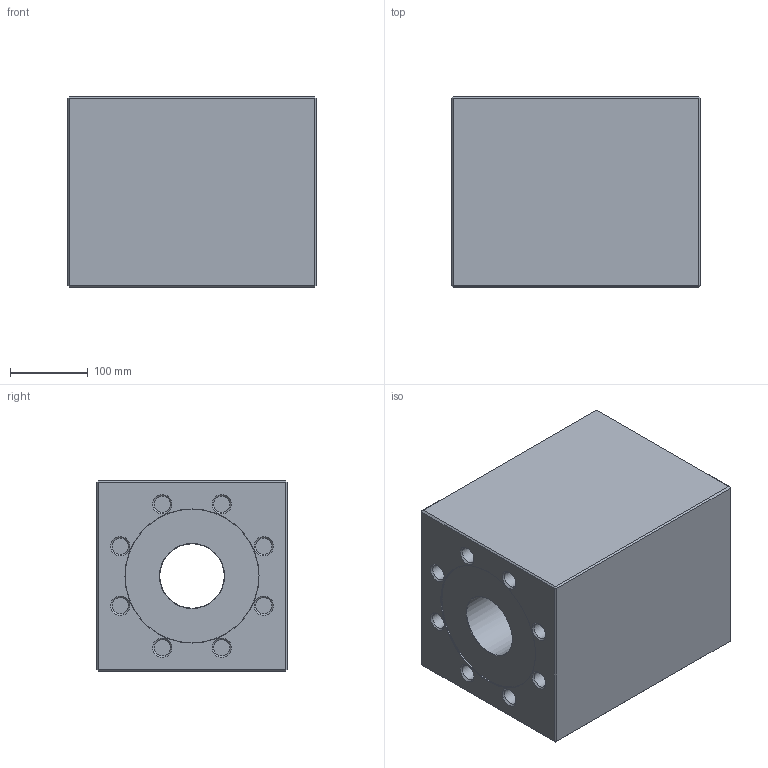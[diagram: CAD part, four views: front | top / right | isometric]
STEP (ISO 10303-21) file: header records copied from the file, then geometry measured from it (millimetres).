
FILE_DESCRIPTION(/* description */ (''),/* implementation_level */ '2;1');
FILE_NAME(/* name */ 'X-FV080-5.stp',/* time_stamp */ '2025-01-16T11:27:37+01:00',/* author */ (''),/* organization */ (''),/* preprocessor_version */ 'ST-DEVELOPER v16',/* originating_system */ 'SIEMENS PLM Software NX 10.0',/* authorisation */ '');
FILE_SCHEMA (('CONFIG_CONTROL_DESIGN'));
Length unit declared in the file: millimetre
Products named in the file (1): X-FV080-5
Bounding box: 320 x 245 x 245 mm (x, y, z)
Volume: 16588364.8 mm3; surface area: 571733.6 mm2
Topology: 1 solids, 1 shells, 112 faces, 212 edges, 128 vertices
Faces by surface type: plane 53, cone 30, cylinder 29
Full cylindrical faces by diameter (mm): 21 x24, 83 x2, 172.12 x3
Entity records: 2442 total; most frequent: DIRECTION 452, CARTESIAN_POINT 363, ORIENTED_EDGE 274, EDGE_LOOP 202, AXIS2_PLACEMENT_3D 202, FACE_BOUND 155, EDGE_CURVE 137, VERTEX_POINT 113
